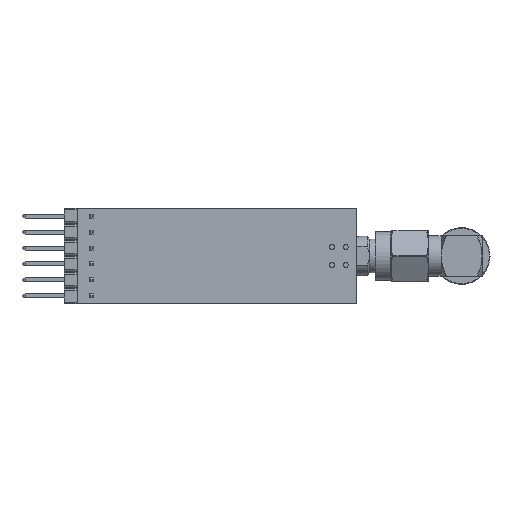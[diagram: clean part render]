
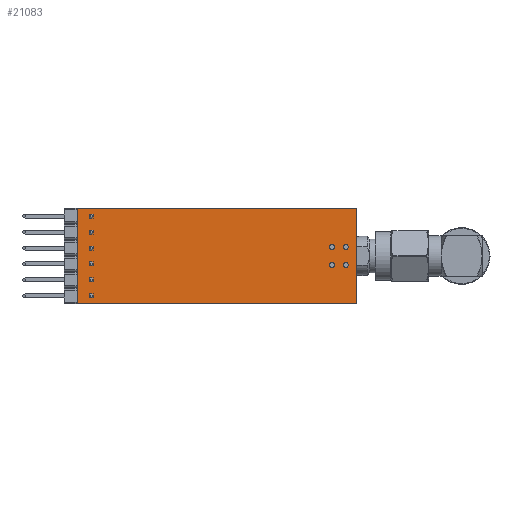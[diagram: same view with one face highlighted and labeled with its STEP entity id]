
A CAD part, front view. The second image highlights one B-rep face of the part: STEP entity #21083.
In plain terms, the highlighted planar face has unit normal (0, -1, 0).
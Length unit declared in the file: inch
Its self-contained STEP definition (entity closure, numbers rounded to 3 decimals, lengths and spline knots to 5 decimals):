
#330 = CARTESIAN_POINT ( 'NONE',  ( 0.875, 0., -0.3 ) ) ;
#720 = VECTOR ( 'NONE', #18883, 39.37008 ) ;
#1787 = CARTESIAN_POINT ( 'NONE',  ( 0.875, 0., 0.3 ) ) ;
#5505 = CARTESIAN_POINT ( 'NONE',  ( 0.875, 0., -0.3 ) ) ;
#7135 = EDGE_CURVE ( 'NONE', #26254, #30814, #20799, .T. ) ;
#7580 = DIRECTION ( 'NONE',  ( 0., 0., -1. ) ) ;
#8836 = LINE ( 'NONE', #33986, #8974 ) ;
#8974 = VECTOR ( 'NONE', #36875, 39.37008 ) ;
#10774 = EDGE_CURVE ( 'NONE', #24335, #23134, #10937, .T. ) ;
#10937 = LINE ( 'NONE', #1787, #720 ) ;
#11547 = ORIENTED_EDGE ( 'NONE', *, *, #7135, .F. ) ;
#11732 = PLANE ( 'NONE',  #26144 ) ;
#12076 = CARTESIAN_POINT ( 'NONE',  ( 0.875, 0., 0.3 ) ) ;
#14003 = VECTOR ( 'NONE', #7580, 39.37008 ) ;
#14591 = CARTESIAN_POINT ( 'NONE',  ( 0., 0., 0. ) ) ;
#16629 = CARTESIAN_POINT ( 'NONE',  ( -0.875, 0., -0.3 ) ) ;
#17485 = DIRECTION ( 'NONE',  ( 0., 0., 1. ) ) ;
#18883 = DIRECTION ( 'NONE',  ( 1., 0., 0. ) ) ;
#19951 = VECTOR ( 'NONE', #33973, 39.37008 ) ;
#19968 = EDGE_CURVE ( 'NONE', #23134, #26254, #27612, .T. ) ;
#20799 = LINE ( 'NONE', #5505, #19951 ) ;
#21083 = ADVANCED_FACE ( 'NONE', ( #23936 ), #11732, .F. ) ;
#22048 = CARTESIAN_POINT ( 'NONE',  ( -0.875, 0., 0.3 ) ) ;
#23134 = VERTEX_POINT ( 'NONE', #12076 ) ;
#23936 = FACE_OUTER_BOUND ( 'NONE', #35271, .T. ) ;
#24335 = VERTEX_POINT ( 'NONE', #22048 ) ;
#24597 = ORIENTED_EDGE ( 'NONE', *, *, #30831, .F. ) ;
#24697 = CARTESIAN_POINT ( 'NONE',  ( 0.875, 0., 0.3 ) ) ;
#26144 = AXIS2_PLACEMENT_3D ( 'NONE', #14591, #34719, #17485 ) ;
#26254 = VERTEX_POINT ( 'NONE', #330 ) ;
#27612 = LINE ( 'NONE', #24697, #14003 ) ;
#30814 = VERTEX_POINT ( 'NONE', #16629 ) ;
#30831 = EDGE_CURVE ( 'NONE', #30814, #24335, #8836, .T. ) ;
#33109 = ORIENTED_EDGE ( 'NONE', *, *, #19968, .F. ) ;
#33598 = ORIENTED_EDGE ( 'NONE', *, *, #10774, .F. ) ;
#33973 = DIRECTION ( 'NONE',  ( -1., 0., 0. ) ) ;
#33986 = CARTESIAN_POINT ( 'NONE',  ( -0.875, 0., 0.3 ) ) ;
#34719 = DIRECTION ( 'NONE',  ( 0., 1., 0. ) ) ;
#35271 = EDGE_LOOP ( 'NONE', ( #24597, #11547, #33109, #33598 ) ) ;
#36875 = DIRECTION ( 'NONE',  ( 0., 0., 1. ) ) ;
